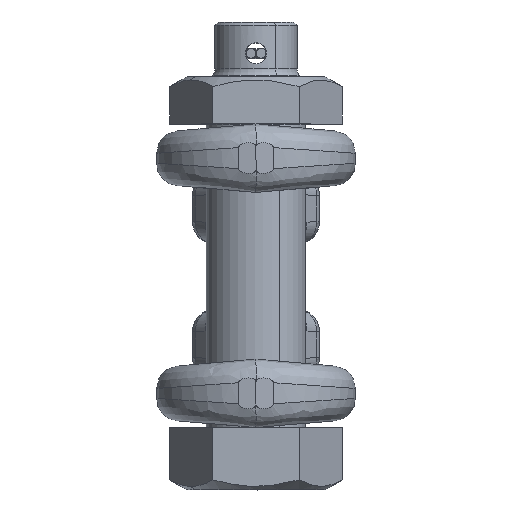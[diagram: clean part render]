
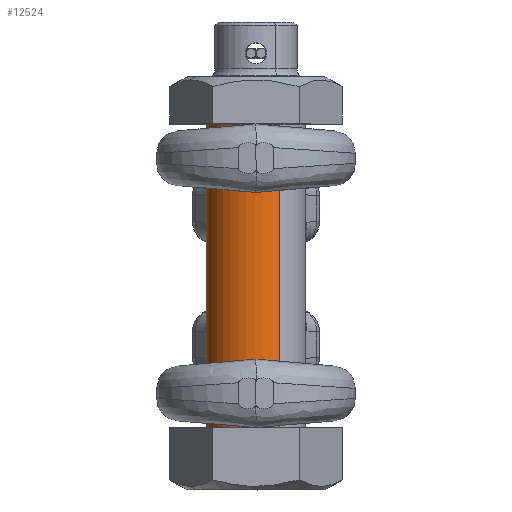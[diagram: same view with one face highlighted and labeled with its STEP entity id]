
A CAD part, top view. The second image highlights one B-rep face of the part: STEP entity #12524.
In plain terms, the highlighted cylindrical face has radius 10 mm (diameter 20 mm), a partial arc.
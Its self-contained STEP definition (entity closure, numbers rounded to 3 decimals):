
#12475=CARTESIAN_POINT('Axis2P3D Location',(0.,73.5,0.)) ;
#12479=CARTESIAN_POINT('Vertex',(-4.794,73.5,-8.776)) ;
#12481=CARTESIAN_POINT('Vertex',(4.794,73.5,8.776)) ;
#12494=CARTESIAN_POINT('Axis2P3D Location',(0.,47.001,0.)) ;
#12499=CARTESIAN_POINT('Line Origine',(-4.794,43.,-8.776)) ;
#12503=CARTESIAN_POINT('Vertex',(-4.794,12.5,-8.776)) ;
#12506=CARTESIAN_POINT('Axis2P3D Location',(0.,12.5,0.)) ;
#12510=CARTESIAN_POINT('Vertex',(4.794,12.5,8.776)) ;
#12513=CARTESIAN_POINT('Line Origine',(4.794,43.,8.776)) ;
#12476=DIRECTION('Axis2P3D Direction',(-0.,1.,0.)) ;
#12495=DIRECTION('Axis2P3D Direction',(0.,1.,0.)) ;
#12496=DIRECTION('Axis2P3D XDirection',(0.479,0.,0.878)) ;
#12500=DIRECTION('Vector Direction',(0.,1.,0.)) ;
#12507=DIRECTION('Axis2P3D Direction',(0.,1.,0.)) ;
#12514=DIRECTION('Vector Direction',(0.,1.,0.)) ;
#12477=AXIS2_PLACEMENT_3D('Circle Axis2P3D',#12475,#12476,$) ;
#12497=AXIS2_PLACEMENT_3D('Cylinder Axis2P3D',#12494,#12495,#12496) ;
#12508=AXIS2_PLACEMENT_3D('Circle Axis2P3D',#12506,#12507,$) ;
#12519=ORIENTED_EDGE('',*,*,#12483,.F.) ;
#12520=ORIENTED_EDGE('',*,*,#12505,.T.) ;
#12521=ORIENTED_EDGE('',*,*,#12512,.T.) ;
#12522=ORIENTED_EDGE('',*,*,#12517,.F.) ;
#12501=VECTOR('Line Direction',#12500,1.) ;
#12515=VECTOR('Line Direction',#12514,1.) ;
#12524=ADVANCED_FACE('\X2\51434EF6672C9AD4\X0\',(#12523),#12498,.T.) ;
#12478=CIRCLE('generated circle',#12477,10.) ;
#12509=CIRCLE('generated circle',#12508,10.) ;
#12498=CYLINDRICAL_SURFACE('generated cylinder',#12497,10.) ;
#12483=EDGE_CURVE('',#12480,#12482,#12478,.T.) ;
#12505=EDGE_CURVE('',#12480,#12504,#12502,.F.) ;
#12512=EDGE_CURVE('',#12504,#12511,#12509,.T.) ;
#12517=EDGE_CURVE('',#12482,#12511,#12516,.F.) ;
#12518=EDGE_LOOP('',(#12519,#12520,#12521,#12522)) ;
#12523=FACE_OUTER_BOUND('',#12518,.T.) ;
#12502=LINE('Line',#12499,#12501) ;
#12516=LINE('Line',#12513,#12515) ;
#12480=VERTEX_POINT('',#12479) ;
#12482=VERTEX_POINT('',#12481) ;
#12504=VERTEX_POINT('',#12503) ;
#12511=VERTEX_POINT('',#12510) ;
